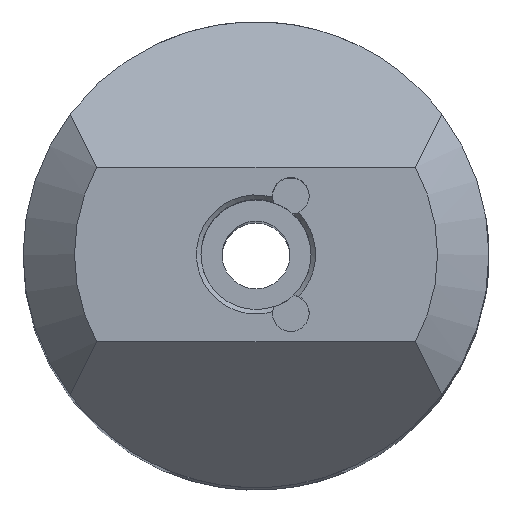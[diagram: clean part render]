
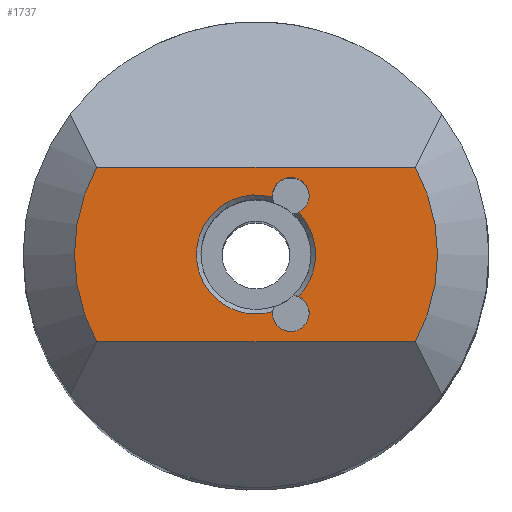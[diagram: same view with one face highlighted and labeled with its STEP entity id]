
A CAD part, top view. The second image highlights one B-rep face of the part: STEP entity #1737.
In plain terms, the highlighted planar face has unit normal (0, 0, 1).
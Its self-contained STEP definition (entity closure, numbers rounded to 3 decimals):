
#2 = DIRECTION ( 'NONE',  ( 1., 0., 0. ) ) ;
#32 = EDGE_CURVE ( 'NONE', #824, #795, #210, .T. ) ;
#44 = ORIENTED_EDGE ( 'NONE', *, *, #1863, .F. ) ;
#45 = AXIS2_PLACEMENT_3D ( 'NONE', #1721, #437, #799 ) ;
#74 = VERTEX_POINT ( 'NONE', #833 ) ;
#91 = VECTOR ( 'NONE', #1485, 1000. ) ;
#117 = ORIENTED_EDGE ( 'NONE', *, *, #1225, .T. ) ;
#167 = CARTESIAN_POINT ( 'NONE',  ( 0., 0., 95. ) ) ;
#177 = CARTESIAN_POINT ( 'NONE',  ( 2.309, -2.287, 95. ) ) ;
#182 = AXIS2_PLACEMENT_3D ( 'NONE', #167, #958, #929 ) ;
#210 = LINE ( 'NONE', #420, #1248 ) ;
#248 = DIRECTION ( 'NONE',  ( 1., 0., 0. ) ) ;
#254 = DIRECTION ( 'NONE',  ( 1., 0., 0. ) ) ;
#266 = DIRECTION ( 'NONE',  ( 1., 0., 0. ) ) ;
#336 = EDGE_CURVE ( 'NONE', #751, #1824, #455, .T. ) ;
#352 = CIRCLE ( 'NONE', #1463, 3.25 ) ;
#420 = CARTESIAN_POINT ( 'NONE',  ( -12.7, 4.75, 95. ) ) ;
#437 = DIRECTION ( 'NONE',  ( 0., 0., 1. ) ) ;
#455 = CIRCLE ( 'NONE', #182, 3.25 ) ;
#473 = FACE_BOUND ( 'NONE', #1593, .T. ) ;
#492 = EDGE_LOOP ( 'NONE', ( #1456, #1981, #1727, #117 ) ) ;
#511 = VERTEX_POINT ( 'NONE', #705 ) ;
#571 = CARTESIAN_POINT ( 'NONE',  ( 0., 0., 95. ) ) ;
#576 = CIRCLE ( 'NONE', #1914, 1. ) ;
#615 = CIRCLE ( 'NONE', #836, 9.9 ) ;
#631 = DIRECTION ( 'NONE',  ( 0., 0., 1. ) ) ;
#705 = CARTESIAN_POINT ( 'NONE',  ( 2.309, 2.287, 95. ) ) ;
#726 = CARTESIAN_POINT ( 'NONE',  ( -12.7, -4.75, 95. ) ) ;
#739 = ORIENTED_EDGE ( 'NONE', *, *, #1867, .F. ) ;
#751 = VERTEX_POINT ( 'NONE', #1760 ) ;
#765 = CIRCLE ( 'NONE', #793, 1. ) ;
#775 = CARTESIAN_POINT ( 'NONE',  ( 1.9, -3.2, 95. ) ) ;
#793 = AXIS2_PLACEMENT_3D ( 'NONE', #775, #631, #1124 ) ;
#795 = VERTEX_POINT ( 'NONE', #1298 ) ;
#799 = DIRECTION ( 'NONE',  ( 1., 0., 0. ) ) ;
#818 = CARTESIAN_POINT ( 'NONE',  ( 0., 0., 95. ) ) ;
#824 = VERTEX_POINT ( 'NONE', #1278 ) ;
#827 = CARTESIAN_POINT ( 'NONE',  ( 0.903, 3.122, 95. ) ) ;
#831 = AXIS2_PLACEMENT_3D ( 'NONE', #818, #1447, #2 ) ;
#833 = CARTESIAN_POINT ( 'NONE',  ( -8.686, -4.75, 95. ) ) ;
#836 = AXIS2_PLACEMENT_3D ( 'NONE', #1365, #1678, #1809 ) ;
#917 = EDGE_CURVE ( 'NONE', #1880, #795, #1725, .T. ) ;
#929 = DIRECTION ( 'NONE',  ( 1., 0., 0. ) ) ;
#958 = DIRECTION ( 'NONE',  ( 0., 0., -1. ) ) ;
#1094 = PLANE ( 'NONE',  #45 ) ;
#1124 = DIRECTION ( 'NONE',  ( 1., 0., 0. ) ) ;
#1135 = EDGE_CURVE ( 'NONE', #74, #1880, #1786, .T. ) ;
#1184 = DIRECTION ( 'NONE',  ( 0., 0., -1. ) ) ;
#1197 = ORIENTED_EDGE ( 'NONE', *, *, #336, .T. ) ;
#1220 = EDGE_CURVE ( 'NONE', #511, #1767, #352, .T. ) ;
#1225 = EDGE_CURVE ( 'NONE', #824, #74, #615, .T. ) ;
#1248 = VECTOR ( 'NONE', #266, 1000. ) ;
#1256 = CARTESIAN_POINT ( 'NONE',  ( 1.9, 3.2, 95. ) ) ;
#1278 = CARTESIAN_POINT ( 'NONE',  ( -8.686, 4.75, 95. ) ) ;
#1298 = CARTESIAN_POINT ( 'NONE',  ( 8.686, 4.75, 95. ) ) ;
#1365 = CARTESIAN_POINT ( 'NONE',  ( 0., 0., 95. ) ) ;
#1370 = ORIENTED_EDGE ( 'NONE', *, *, #1220, .T. ) ;
#1447 = DIRECTION ( 'NONE',  ( 0., 0., 1. ) ) ;
#1456 = ORIENTED_EDGE ( 'NONE', *, *, #1135, .T. ) ;
#1463 = AXIS2_PLACEMENT_3D ( 'NONE', #571, #1184, #254 ) ;
#1485 = DIRECTION ( 'NONE',  ( 1., 0., 0. ) ) ;
#1493 = CARTESIAN_POINT ( 'NONE',  ( 8.686, -4.75, 95. ) ) ;
#1566 = DIRECTION ( 'NONE',  ( 0., 0., 1. ) ) ;
#1593 = EDGE_LOOP ( 'NONE', ( #739, #1370, #44, #1197 ) ) ;
#1678 = DIRECTION ( 'NONE',  ( 0., 0., 1. ) ) ;
#1721 = CARTESIAN_POINT ( 'NONE',  ( 0., 0., 95. ) ) ;
#1725 = CIRCLE ( 'NONE', #831, 9.9 ) ;
#1727 = ORIENTED_EDGE ( 'NONE', *, *, #32, .F. ) ;
#1737 = ADVANCED_FACE ( 'NONE', ( #1877, #473 ), #1094, .T. ) ;
#1760 = CARTESIAN_POINT ( 'NONE',  ( 0.903, -3.122, 95. ) ) ;
#1767 = VERTEX_POINT ( 'NONE', #177 ) ;
#1786 = LINE ( 'NONE', #726, #91 ) ;
#1809 = DIRECTION ( 'NONE',  ( 1., 0., 0. ) ) ;
#1824 = VERTEX_POINT ( 'NONE', #827 ) ;
#1863 = EDGE_CURVE ( 'NONE', #751, #1767, #765, .T. ) ;
#1867 = EDGE_CURVE ( 'NONE', #511, #1824, #576, .T. ) ;
#1877 = FACE_OUTER_BOUND ( 'NONE', #492, .T. ) ;
#1880 = VERTEX_POINT ( 'NONE', #1493 ) ;
#1914 = AXIS2_PLACEMENT_3D ( 'NONE', #1256, #1566, #248 ) ;
#1981 = ORIENTED_EDGE ( 'NONE', *, *, #917, .T. ) ;
